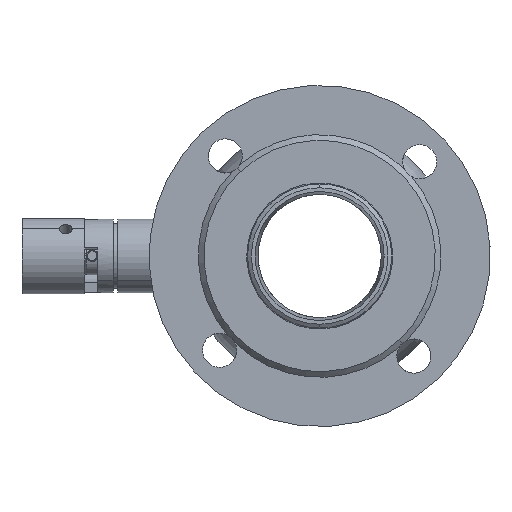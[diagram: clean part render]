
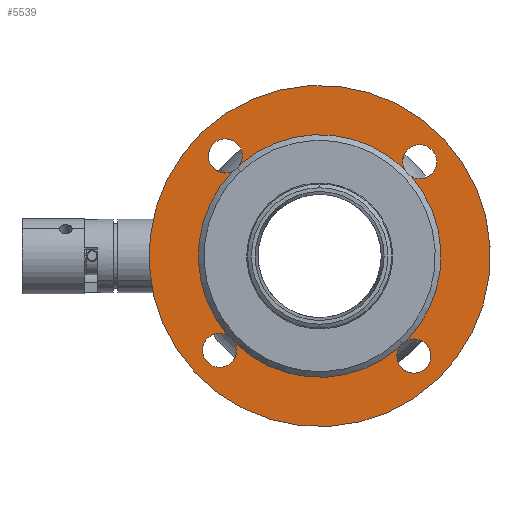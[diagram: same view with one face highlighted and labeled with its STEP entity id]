
A CAD part, left-side view. The second image highlights one B-rep face of the part: STEP entity #5539.
In plain terms, the highlighted face is planar.
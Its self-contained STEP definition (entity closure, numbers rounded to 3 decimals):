
#12 = DIRECTION ( 'NONE',  ( 0., 0., 1. ) ) ;
#24 = CARTESIAN_POINT ( 'NONE',  ( -81.5, 0., 21. ) ) ;
#54 = AXIS2_PLACEMENT_3D ( 'NONE', #3539, #4975, #5358 ) ;
#57 = CIRCLE ( 'NONE', #1757, 9. ) ;
#85 = EDGE_CURVE ( 'NONE', #5375, #3499, #5588, .T. ) ;
#203 = CARTESIAN_POINT ( 'NONE',  ( -9., -72.5, 21. ) ) ;
#227 = AXIS2_PLACEMENT_3D ( 'NONE', #5923, #1223, #784 ) ;
#228 = EDGE_CURVE ( 'NONE', #2479, #5590, #483, .T. ) ;
#325 = CARTESIAN_POINT ( 'NONE',  ( 0., 72.5, 21. ) ) ;
#358 = DIRECTION ( 'NONE',  ( 0., 0., 1. ) ) ;
#483 = CIRCLE ( 'NONE', #5982, 9. ) ;
#511 = CARTESIAN_POINT ( 'NONE',  ( 9., -72.5, 21. ) ) ;
#520 = CIRCLE ( 'NONE', #227, 64. ) ;
#556 = ORIENTED_EDGE ( 'NONE', *, *, #228, .F. ) ;
#784 = DIRECTION ( 'NONE',  ( 1., 0., 0. ) ) ;
#865 = CIRCLE ( 'NONE', #1971, 64. ) ;
#867 = AXIS2_PLACEMENT_3D ( 'NONE', #3418, #937, #3825 ) ;
#903 = DIRECTION ( 'NONE',  ( 1., 0., 0. ) ) ;
#937 = DIRECTION ( 'NONE',  ( 0., 0., 1. ) ) ;
#947 = CIRCLE ( 'NONE', #4432, 9. ) ;
#969 = VERTEX_POINT ( 'NONE', #2305 ) ;
#973 = DIRECTION ( 'NONE',  ( 0., 0., 1. ) ) ;
#996 = ORIENTED_EDGE ( 'NONE', *, *, #1587, .T. ) ;
#1017 = EDGE_CURVE ( 'NONE', #1112, #2479, #1529, .T. ) ;
#1112 = VERTEX_POINT ( 'NONE', #2880 ) ;
#1169 = CIRCLE ( 'NONE', #867, 9. ) ;
#1204 = ORIENTED_EDGE ( 'NONE', *, *, #5941, .F. ) ;
#1223 = DIRECTION ( 'NONE',  ( 0., 0., -1. ) ) ;
#1285 = EDGE_CURVE ( 'NONE', #4899, #1518, #2520, .T. ) ;
#1347 = CARTESIAN_POINT ( 'NONE',  ( 2.779, 63.94, 21. ) ) ;
#1354 = CARTESIAN_POINT ( 'NONE',  ( 72.5, 0., 21. ) ) ;
#1386 = EDGE_LOOP ( 'NONE', ( #4546, #2599 ) ) ;
#1387 = DIRECTION ( 'NONE',  ( 1., 0., 0. ) ) ;
#1438 = FACE_BOUND ( 'NONE', #4235, .T. ) ;
#1518 = VERTEX_POINT ( 'NONE', #1547 ) ;
#1529 = CIRCLE ( 'NONE', #3327, 9. ) ;
#1536 = DIRECTION ( 'NONE',  ( 1., 0., 0. ) ) ;
#1547 = CARTESIAN_POINT ( 'NONE',  ( 63.94, 2.779, 21. ) ) ;
#1587 = EDGE_CURVE ( 'NONE', #4096, #5560, #520, .T. ) ;
#1591 = CARTESIAN_POINT ( 'NONE',  ( 2.779, -63.94, 21. ) ) ;
#1665 = CIRCLE ( 'NONE', #2966, 90. ) ;
#1669 = AXIS2_PLACEMENT_3D ( 'NONE', #4360, #2982, #3959 ) ;
#1686 = ORIENTED_EDGE ( 'NONE', *, *, #85, .T. ) ;
#1695 = DIRECTION ( 'NONE',  ( 0., 0., -1. ) ) ;
#1757 = AXIS2_PLACEMENT_3D ( 'NONE', #5366, #3495, #3008 ) ;
#1850 = CARTESIAN_POINT ( 'NONE',  ( 0., 0., 21. ) ) ;
#1933 = DIRECTION ( 'NONE',  ( 1., 0., 0. ) ) ;
#1971 = AXIS2_PLACEMENT_3D ( 'NONE', #1850, #5135, #1387 ) ;
#1997 = DIRECTION ( 'NONE',  ( 0., 0., 1. ) ) ;
#2141 = ORIENTED_EDGE ( 'NONE', *, *, #4994, .F. ) ;
#2209 = DIRECTION ( 'NONE',  ( 1., 0., 0. ) ) ;
#2305 = CARTESIAN_POINT ( 'NONE',  ( 90., 0., 21. ) ) ;
#2310 = CARTESIAN_POINT ( 'NONE',  ( -9., 72.5, 21. ) ) ;
#2319 = EDGE_CURVE ( 'NONE', #5590, #3499, #947, .T. ) ;
#2350 = VERTEX_POINT ( 'NONE', #24 ) ;
#2463 = CARTESIAN_POINT ( 'NONE',  ( 0., 0., 21. ) ) ;
#2479 = VERTEX_POINT ( 'NONE', #203 ) ;
#2501 = VERTEX_POINT ( 'NONE', #3760 ) ;
#2520 = CIRCLE ( 'NONE', #5124, 9. ) ;
#2531 = EDGE_CURVE ( 'NONE', #2350, #6146, #4042, .T. ) ;
#2563 = ORIENTED_EDGE ( 'NONE', *, *, #4079, .T. ) ;
#2599 = ORIENTED_EDGE ( 'NONE', *, *, #5540, .T. ) ;
#2666 = CIRCLE ( 'NONE', #4663, 9. ) ;
#2752 = CIRCLE ( 'NONE', #54, 9. ) ;
#2878 = CIRCLE ( 'NONE', #1669, 90. ) ;
#2880 = CARTESIAN_POINT ( 'NONE',  ( -2.779, -63.94, 21. ) ) ;
#2936 = CARTESIAN_POINT ( 'NONE',  ( 0., 0., 21. ) ) ;
#2944 = CARTESIAN_POINT ( 'NONE',  ( -63.94, 2.779, 21. ) ) ;
#2966 = AXIS2_PLACEMENT_3D ( 'NONE', #2463, #1997, #3914 ) ;
#2982 = DIRECTION ( 'NONE',  ( 0., 0., 1. ) ) ;
#3008 = DIRECTION ( 'NONE',  ( 1., 0., 0. ) ) ;
#3190 = DIRECTION ( 'NONE',  ( 1., 0., 0. ) ) ;
#3206 = ORIENTED_EDGE ( 'NONE', *, *, #4177, .T. ) ;
#3234 = CARTESIAN_POINT ( 'NONE',  ( -63.94, -2.779, 21. ) ) ;
#3253 = VERTEX_POINT ( 'NONE', #2310 ) ;
#3311 = ORIENTED_EDGE ( 'NONE', *, *, #2531, .F. ) ;
#3314 = CARTESIAN_POINT ( 'NONE',  ( 0., -72.5, 21. ) ) ;
#3327 = AXIS2_PLACEMENT_3D ( 'NONE', #3314, #5226, #903 ) ;
#3354 = CARTESIAN_POINT ( 'NONE',  ( 0., -72.5, 21. ) ) ;
#3407 = VERTEX_POINT ( 'NONE', #5800 ) ;
#3418 = CARTESIAN_POINT ( 'NONE',  ( 0., 72.5, 21. ) ) ;
#3444 = CARTESIAN_POINT ( 'NONE',  ( -2.779, 63.94, 21. ) ) ;
#3495 = DIRECTION ( 'NONE',  ( 0., 0., 1. ) ) ;
#3499 = VERTEX_POINT ( 'NONE', #1591 ) ;
#3539 = CARTESIAN_POINT ( 'NONE',  ( 72.5, 0., 21. ) ) ;
#3669 = CARTESIAN_POINT ( 'NONE',  ( -72.5, 0., 21. ) ) ;
#3692 = DIRECTION ( 'NONE',  ( 1., 0., 0. ) ) ;
#3760 = CARTESIAN_POINT ( 'NONE',  ( -90., 0., 21. ) ) ;
#3783 = AXIS2_PLACEMENT_3D ( 'NONE', #5256, #12, #1933 ) ;
#3809 = DIRECTION ( 'NONE',  ( 0., 0., 1. ) ) ;
#3825 = DIRECTION ( 'NONE',  ( 1., 0., 0. ) ) ;
#3902 = EDGE_CURVE ( 'NONE', #2501, #969, #2878, .T. ) ;
#3914 = DIRECTION ( 'NONE',  ( 1., 0., 0. ) ) ;
#3932 = EDGE_CURVE ( 'NONE', #4096, #2350, #57, .T. ) ;
#3959 = DIRECTION ( 'NONE',  ( 1., 0., 0. ) ) ;
#4016 = ORIENTED_EDGE ( 'NONE', *, *, #2319, .F. ) ;
#4027 = VERTEX_POINT ( 'NONE', #1347 ) ;
#4042 = CIRCLE ( 'NONE', #5041, 9. ) ;
#4079 = EDGE_CURVE ( 'NONE', #1112, #6146, #865, .T. ) ;
#4096 = VERTEX_POINT ( 'NONE', #2944 ) ;
#4177 = EDGE_CURVE ( 'NONE', #4027, #1518, #4363, .T. ) ;
#4235 = EDGE_LOOP ( 'NONE', ( #4870, #2563, #3311, #5977, #996, #4456, #4585, #1204, #3206, #4871, #2141, #1686, #4016, #556 ) ) ;
#4360 = CARTESIAN_POINT ( 'NONE',  ( 0., 0., 21. ) ) ;
#4363 = CIRCLE ( 'NONE', #5466, 64. ) ;
#4364 = AXIS2_PLACEMENT_3D ( 'NONE', #2936, #973, #4787 ) ;
#4375 = FACE_OUTER_BOUND ( 'NONE', #1386, .T. ) ;
#4385 = EDGE_CURVE ( 'NONE', #3253, #5560, #2666, .T. ) ;
#4432 = AXIS2_PLACEMENT_3D ( 'NONE', #3354, #5357, #5857 ) ;
#4456 = ORIENTED_EDGE ( 'NONE', *, *, #4385, .F. ) ;
#4479 = AXIS2_PLACEMENT_3D ( 'NONE', #5111, #1695, #3692 ) ;
#4546 = ORIENTED_EDGE ( 'NONE', *, *, #3902, .T. ) ;
#4585 = ORIENTED_EDGE ( 'NONE', *, *, #5500, .F. ) ;
#4631 = CARTESIAN_POINT ( 'NONE',  ( 81.5, 0., 21. ) ) ;
#4663 = AXIS2_PLACEMENT_3D ( 'NONE', #325, #358, #3190 ) ;
#4773 = DIRECTION ( 'NONE',  ( 0., 0., 1. ) ) ;
#4787 = DIRECTION ( 'NONE',  ( 1., 0., 0. ) ) ;
#4870 = ORIENTED_EDGE ( 'NONE', *, *, #1017, .F. ) ;
#4871 = ORIENTED_EDGE ( 'NONE', *, *, #1285, .F. ) ;
#4899 = VERTEX_POINT ( 'NONE', #4631 ) ;
#4975 = DIRECTION ( 'NONE',  ( 0., 0., 1. ) ) ;
#4994 = EDGE_CURVE ( 'NONE', #5375, #4899, #2752, .T. ) ;
#5041 = AXIS2_PLACEMENT_3D ( 'NONE', #3669, #5664, #2209 ) ;
#5111 = CARTESIAN_POINT ( 'NONE',  ( 0., 0., 21. ) ) ;
#5124 = AXIS2_PLACEMENT_3D ( 'NONE', #1354, #4773, #6107 ) ;
#5135 = DIRECTION ( 'NONE',  ( 0., 0., -1. ) ) ;
#5177 = DIRECTION ( 'NONE',  ( 1., 0., 0. ) ) ;
#5226 = DIRECTION ( 'NONE',  ( 0., 0., 1. ) ) ;
#5256 = CARTESIAN_POINT ( 'NONE',  ( 0., 72.5, 21. ) ) ;
#5263 = PLANE ( 'NONE',  #4364 ) ;
#5357 = DIRECTION ( 'NONE',  ( 0., 0., 1. ) ) ;
#5358 = DIRECTION ( 'NONE',  ( 1., 0., 0. ) ) ;
#5366 = CARTESIAN_POINT ( 'NONE',  ( -72.5, 0., 21. ) ) ;
#5375 = VERTEX_POINT ( 'NONE', #6092 ) ;
#5466 = AXIS2_PLACEMENT_3D ( 'NONE', #5829, #5776, #1536 ) ;
#5500 = EDGE_CURVE ( 'NONE', #3407, #3253, #1169, .T. ) ;
#5539 = ADVANCED_FACE ( 'NONE', ( #4375, #1438 ), #5263, .T. ) ;
#5540 = EDGE_CURVE ( 'NONE', #969, #2501, #1665, .T. ) ;
#5560 = VERTEX_POINT ( 'NONE', #3444 ) ;
#5588 = CIRCLE ( 'NONE', #4479, 64. ) ;
#5590 = VERTEX_POINT ( 'NONE', #511 ) ;
#5664 = DIRECTION ( 'NONE',  ( 0., 0., 1. ) ) ;
#5673 = CIRCLE ( 'NONE', #3783, 9. ) ;
#5776 = DIRECTION ( 'NONE',  ( 0., 0., -1. ) ) ;
#5800 = CARTESIAN_POINT ( 'NONE',  ( 9., 72.5, 21. ) ) ;
#5829 = CARTESIAN_POINT ( 'NONE',  ( 0., 0., 21. ) ) ;
#5857 = DIRECTION ( 'NONE',  ( 1., 0., 0. ) ) ;
#5923 = CARTESIAN_POINT ( 'NONE',  ( 0., 0., 21. ) ) ;
#5941 = EDGE_CURVE ( 'NONE', #4027, #3407, #5673, .T. ) ;
#5977 = ORIENTED_EDGE ( 'NONE', *, *, #3932, .F. ) ;
#5982 = AXIS2_PLACEMENT_3D ( 'NONE', #6138, #3809, #5177 ) ;
#6092 = CARTESIAN_POINT ( 'NONE',  ( 63.94, -2.779, 21. ) ) ;
#6107 = DIRECTION ( 'NONE',  ( 1., 0., 0. ) ) ;
#6138 = CARTESIAN_POINT ( 'NONE',  ( 0., -72.5, 21. ) ) ;
#6146 = VERTEX_POINT ( 'NONE', #3234 ) ;
